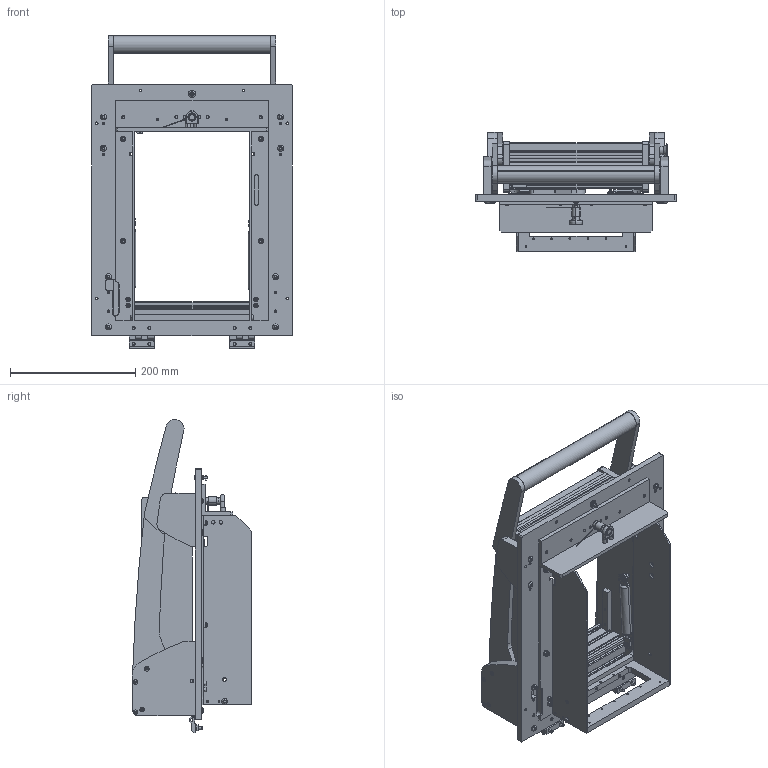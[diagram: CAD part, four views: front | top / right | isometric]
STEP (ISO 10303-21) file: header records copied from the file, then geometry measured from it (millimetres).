
FILE_DESCRIPTION (( 'STEP AP214' ), '1' );
FILE_NAME ('INGUN_43860.STEP', '2024-11-18T08:29:52', ( '' ), ( '' ), 'SwSTEP 2.0', 'SolidWorks 2023', '' );
FILE_SCHEMA (( 'AUTOMOTIVE_DESIGN' ));
Length unit declared in the file: millimetre
Products named in the file (75): 43629~1_S; 53828~0_KUNDE<S>; 43493~2_KUNDE<S>; 40571~1_S; K_02037~0_Standard ohne Dyn Punkt<Standard>; DIN7991~n_M05,0x016; 35097~0; 2528~0; DIN6325~n_04,0m6x014; 35649~1_S; 36176~0_S; 31253~0_S; 43581~6_KUNDE<S>; 43199~2_KUNDE<S>; 57801~2_S; 53829~2_KUNDE<S>; ISO7380~n_M03,0x005; DIN6325~n_04,0m6x016; ISO7380~n_M05,0x020; 115900~0_S; 37189~1_S; 109963~0_KUNDE<S>; DIN6325~n_04,0m6x024; 11536~1; 116176~0_S; DIN7991~n_M05,0x020; 43495~0_S; 38786~1; INGUN_43860; 2281~0_180°<Standard>; 109980~2_S; DIN125~n_06,4 M06,0 Fase; DIN912~n_M04,0x012; SCHNORR~n_05,3 M05; 43579~2_KUNDE<S>; 36201~3_S; 43589~4; 109128~0_S; SCHNORR~n_04,3 M04; 32578~1_S ...
Assembly tree (153 placements, depth 5):
  INGUN_43860
    109980~2_S
      43589~4
      36175~4_S
      35662~11_S
      35663~9_S
      2281~0_180°<Standard>  x2
        2281~0
      112064~0_S  x2
      53031~0_S
      35649~1_S
      37189~1_S
      31253~0_S
      30955~0_S
      30915~0
      ASR~asr_Øi04,2x07xØa8  x2
      2528~0  x2
      31109~0
      36201~3_S
      DIN7991~n_M05,0x020  x6
      DIN6325~n_04,0m6x016  x2
      DIN6325~n_03,0m6x010  x4
      DIN7991~n_M05,0x016  x12
      SCHNORR~n_05,3 M05  x4
      DIN985-A2~n_M05,0  x4
      DIN6325~n_04,0m6x024
      DIN7991~n_M03,0x016 VA  x2
      DIN912~n_M04,0x012
      DIN6325~n_02,0m6x020
      ISO7380~n_M05,0x008  x2
      114566~2_S  x2
        115900~0_S
          115689~0_S
          115901~1_verstemmt <S>
          30618~4_S
          116176~0_S
        DIN912~n_M04,0x016
        SCHNORR~n_04,3 M04
    109963~0_KUNDE<S>
      53829~2_KUNDE<S>
      43579~2_KUNDE<S>
    109967~0_KUNDE<S>
      53829~2_KUNDE<S>
      43579~2_KUNDE<S>
    109986~1_KUNDE<S>
      43198~4_KUNDE<S>
      43199~2_KUNDE<S>
      34328~1_S  x2
      40571~1_S
      43629~1_S
      32587~7_S
      35097~0
      36177~2
      35150~0_S
      32724~1
      3521~0_Spring Pin ISO 8752 - 3 x 16 - St  x5
      32578~1_S  x2
      ISO7380~n_M03,0x005  x2
      57801~2_S  x2
      49317~0  x2
Bounding box: 320 x 190 x 499.63 mm (x, y, z)
Volume: 2867835.2 mm3; surface area: 1127773.4 mm2
Topology: 154 solids, 154 shells, 3720 faces, 9458 edges, 6053 vertices
Faces by surface type: cylinder 1564, plane 1465, cone 477, torus 81, bspline 69, sphere 64
Entity records: 75231 total; most frequent: CARTESIAN_POINT 14737, DIRECTION 12818, ORIENTED_EDGE 11734, EDGE_CURVE 5867, AXIS2_PLACEMENT_3D 4811, VERTEX_POINT 3795, LINE 3196, VECTOR 3196
